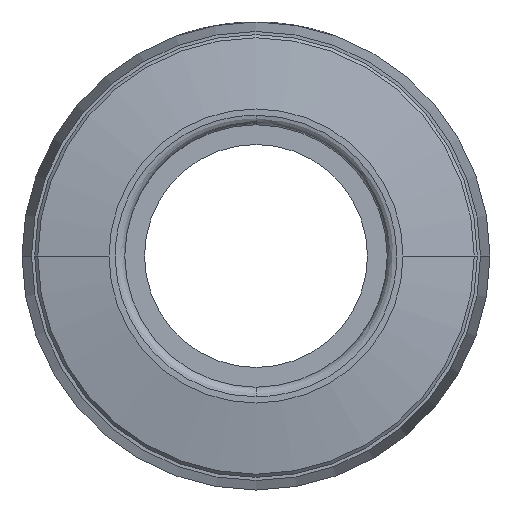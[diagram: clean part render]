
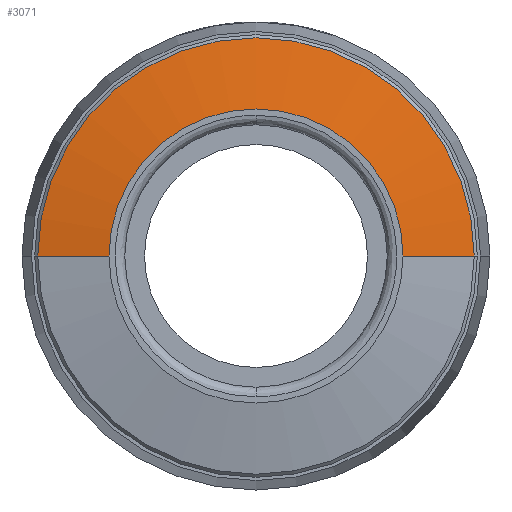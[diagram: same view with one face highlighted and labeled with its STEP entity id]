
A CAD part, left-side view. The second image highlights one B-rep face of the part: STEP entity #3071.
In plain terms, the highlighted conical face has half-angle 79.919 degrees and reference radius 6.9 mm.
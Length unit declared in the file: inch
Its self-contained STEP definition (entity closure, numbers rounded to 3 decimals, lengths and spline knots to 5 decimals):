
#5 = CARTESIAN_POINT ( 'NONE',  ( 0., -0.18307, 0. ) ) ;
#110 = AXIS2_PLACEMENT_3D ( 'NONE', #1627, #3746, #1941 ) ;
#131 = CIRCLE ( 'NONE', #3884, 0.27165 ) ;
#356 = CARTESIAN_POINT ( 'NONE',  ( 0., 0.18307, 0. ) ) ;
#393 = CARTESIAN_POINT ( 'NONE',  ( 0.01575, 0., 0. ) ) ;
#422 = ORIENTED_EDGE ( 'NONE', *, *, #3886, .F. ) ;
#656 = VERTEX_POINT ( 'NONE', #3734 ) ;
#1573 = EDGE_LOOP ( 'NONE', ( #2155, #3477, #422, #2575 ) ) ;
#1627 = CARTESIAN_POINT ( 'NONE',  ( 0., 0., 0. ) ) ;
#1762 = CARTESIAN_POINT ( 'NONE',  ( 0.01575, 0., 0. ) ) ;
#1790 = DIRECTION ( 'NONE',  ( 0.175, 0.985, 0. ) ) ;
#1833 = LINE ( 'NONE', #1984, #3356 ) ;
#1941 = DIRECTION ( 'NONE',  ( 0., 1., 0. ) ) ;
#1984 = CARTESIAN_POINT ( 'NONE',  ( 0.01575, -0.27165, 0. ) ) ;
#2016 = CONICAL_SURFACE ( 'NONE', #3853, 0.27165, 1.395 ) ;
#2070 = DIRECTION ( 'NONE',  ( 0., 1., 0. ) ) ;
#2151 = VERTEX_POINT ( 'NONE', #356 ) ;
#2155 = ORIENTED_EDGE ( 'NONE', *, *, #3087, .T. ) ;
#2321 = LINE ( 'NONE', #3608, #3916 ) ;
#2470 = EDGE_CURVE ( 'NONE', #2151, #2522, #2321, .T. ) ;
#2522 = VERTEX_POINT ( 'NONE', #3048 ) ;
#2533 = DIRECTION ( 'NONE',  ( 0., 1., 0. ) ) ;
#2565 = VERTEX_POINT ( 'NONE', #5 ) ;
#2575 = ORIENTED_EDGE ( 'NONE', *, *, #2470, .F. ) ;
#2728 = DIRECTION ( 'NONE',  ( 0.175, -0.985, 0. ) ) ;
#2827 = DIRECTION ( 'NONE',  ( 1., 0., 0. ) ) ;
#2828 = CIRCLE ( 'NONE', #110, 0.18307 ) ;
#2882 = EDGE_CURVE ( 'NONE', #2565, #656, #1833, .T. ) ;
#3048 = CARTESIAN_POINT ( 'NONE',  ( 0.01575, 0.27165, 0. ) ) ;
#3071 = ADVANCED_FACE ( 'NONE', ( #3301 ), #2016, .T. ) ;
#3087 = EDGE_CURVE ( 'NONE', #2151, #2565, #2828, .T. ) ;
#3301 = FACE_OUTER_BOUND ( 'NONE', #1573, .T. ) ;
#3356 = VECTOR ( 'NONE', #2728, 39.37008 ) ;
#3477 = ORIENTED_EDGE ( 'NONE', *, *, #2882, .T. ) ;
#3608 = CARTESIAN_POINT ( 'NONE',  ( 0.01575, 0.27165, 0. ) ) ;
#3734 = CARTESIAN_POINT ( 'NONE',  ( 0.01575, -0.27165, 0. ) ) ;
#3746 = DIRECTION ( 'NONE',  ( 1., 0., 0. ) ) ;
#3853 = AXIS2_PLACEMENT_3D ( 'NONE', #393, #2827, #2533 ) ;
#3876 = DIRECTION ( 'NONE',  ( 1., 0., 0. ) ) ;
#3884 = AXIS2_PLACEMENT_3D ( 'NONE', #1762, #3876, #2070 ) ;
#3886 = EDGE_CURVE ( 'NONE', #2522, #656, #131, .T. ) ;
#3916 = VECTOR ( 'NONE', #1790, 39.37008 ) ;
